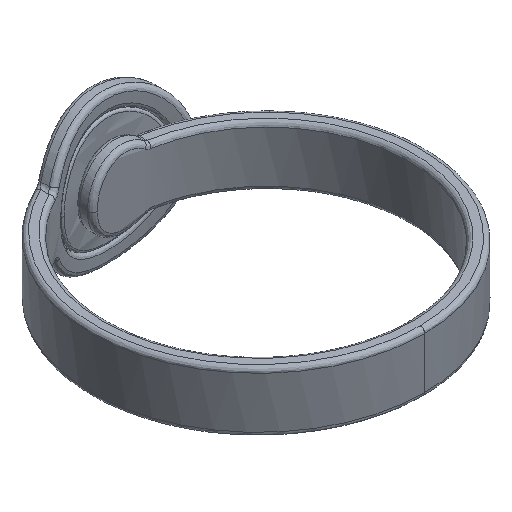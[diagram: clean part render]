
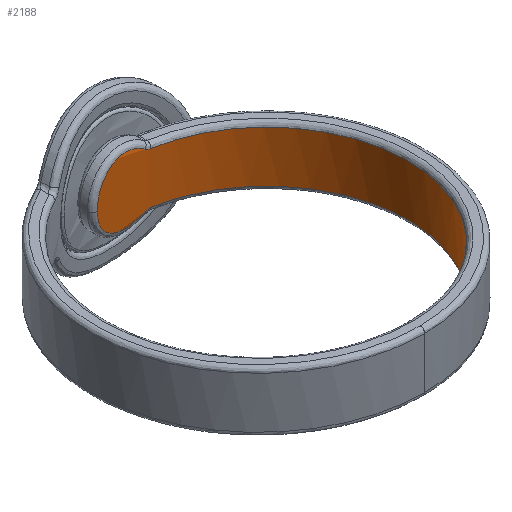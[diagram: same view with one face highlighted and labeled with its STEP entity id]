
A CAD part, isometric view. The second image highlights one B-rep face of the part: STEP entity #2188.
In plain terms, the highlighted free-form (B-spline) face has degree [2, 1] with [5, 2] control points.
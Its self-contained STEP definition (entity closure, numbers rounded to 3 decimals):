
#1392 = VERTEX_POINT('',#1393);
#1393 = CARTESIAN_POINT('',(0.,-9.388,-1.698));
#1401 = EDGE_CURVE('',#1392,#1402,#1404,.T.);
#1402 = VERTEX_POINT('',#1403);
#1403 = CARTESIAN_POINT('',(0.,-9.388,1.698));
#1404 = B_SPLINE_CURVE_WITH_KNOTS('',1,(#1405,#1406),.UNSPECIFIED.,.F.,
  .F.,(2,2),(0.,3.4),.PIECEWISE_BEZIER_KNOTS.);
#1405 = CARTESIAN_POINT('',(0.,-9.388,
    -1.698));
#1406 = CARTESIAN_POINT('',(0.,-9.388,
    1.698));
#2156 = VERTEX_POINT('',#2157);
#2157 = CARTESIAN_POINT('',(1.546,9.26,1.698
    ));
#2163 = EDGE_CURVE('',#2156,#1402,#2164,.T.);
#2164 = ( BOUNDED_CURVE() B_SPLINE_CURVE(2,(#2165,#2166,#2167,#2168,
#2169),.UNSPECIFIED.,.F.,.F.) B_SPLINE_CURVE_WITH_KNOTS((3,2,3),(0.,
1.488,2.976),.PIECEWISE_BEZIER_KNOTS.) CURVE() 
GEOMETRIC_REPRESENTATION_ITEM() RATIONAL_B_SPLINE_CURVE((1.,
0.736,1.,0.736,1.)) REPRESENTATION_ITEM('') );
#2165 = CARTESIAN_POINT('',(1.546,9.26,1.698
    ));
#2166 = CARTESIAN_POINT('',(10.07,7.837,
    1.698));
#2167 = CARTESIAN_POINT('',(9.356,-0.775,
    1.698));
#2168 = CARTESIAN_POINT('',(8.642,-9.388,
    1.698));
#2169 = CARTESIAN_POINT('',(0.,-9.388,
    1.698));
#2188 = ADVANCED_FACE('',(#2189),#2261,.F.);
#2189 = FACE_BOUND('',#2190,.F.);
#2190 = EDGE_LOOP('',(#2191,#2212,#2231,#2240,#2241,#2242,#2252));
#2191 = ORIENTED_EDGE('',*,*,#2192,.T.);
#2192 = EDGE_CURVE('',#2193,#2195,#2197,.T.);
#2193 = VERTEX_POINT('',#2194);
#2194 = CARTESIAN_POINT('',(1.214,9.309,
    -1.805));
#2195 = VERTEX_POINT('',#2196);
#2196 = CARTESIAN_POINT('',(-2.129,9.143,
    0.));
#2197 = B_SPLINE_CURVE_WITH_KNOTS('',3,(#2198,#2199,#2200,#2201,#2202,
    #2203,#2204,#2205,#2206,#2207,#2208,#2209,#2210,#2211),
  .UNSPECIFIED.,.F.,.F.,(4,1,1,1,1,1,1,1,1,1,1,4),(0.,0.091
    ,0.182,0.273,0.364,0.455,
    0.545,0.636,0.727,0.818,
    0.909,1.),.UNSPECIFIED.);
#2198 = CARTESIAN_POINT('',(1.214,9.309,
    -1.805));
#2199 = CARTESIAN_POINT('',(1.097,9.324,-1.889
    ));
#2200 = CARTESIAN_POINT('',(0.853,9.352,-2.029
    ));
#2201 = CARTESIAN_POINT('',(0.452,9.38,
    -2.162));
#2202 = CARTESIAN_POINT('',(0.033,9.391,
    -2.211));
#2203 = CARTESIAN_POINT('',(-0.39,9.383,
    -2.175));
#2204 = CARTESIAN_POINT('',(-0.8,9.357,
    -2.052));
#2205 = CARTESIAN_POINT('',(-1.18,9.316,
    -1.847));
#2206 = CARTESIAN_POINT('',(-1.511,9.267,
    -1.568));
#2207 = CARTESIAN_POINT('',(-1.782,9.218,
    -1.228));
#2208 = CARTESIAN_POINT('',(-1.978,9.178,
    -0.85));
#2209 = CARTESIAN_POINT('',(-2.101,9.15,
    -0.436));
#2210 = CARTESIAN_POINT('',(-2.129,9.143,
    -0.148));
#2211 = CARTESIAN_POINT('',(-2.129,9.143,
    0.));
#2212 = ORIENTED_EDGE('',*,*,#2213,.T.);
#2213 = EDGE_CURVE('',#2195,#2214,#2216,.T.);
#2214 = VERTEX_POINT('',#2215);
#2215 = CARTESIAN_POINT('',(1.214,9.309,1.805
    ));
#2216 = B_SPLINE_CURVE_WITH_KNOTS('',3,(#2217,#2218,#2219,#2220,#2221,
    #2222,#2223,#2224,#2225,#2226,#2227,#2228,#2229,#2230),
  .UNSPECIFIED.,.F.,.F.,(4,1,1,1,1,1,1,1,1,1,1,4),(0.,0.091
    ,0.182,0.273,0.364,0.455,
    0.545,0.636,0.727,0.818,
    0.909,1.),.UNSPECIFIED.);
#2217 = CARTESIAN_POINT('',(-2.129,9.143,
    0.));
#2218 = CARTESIAN_POINT('',(-2.129,9.143,
    0.148));
#2219 = CARTESIAN_POINT('',(-2.101,9.15,
    0.437));
#2220 = CARTESIAN_POINT('',(-1.975,9.179,
    0.861));
#2221 = CARTESIAN_POINT('',(-1.769,9.221,
    1.25));
#2222 = CARTESIAN_POINT('',(-1.492,9.27,
    1.588));
#2223 = CARTESIAN_POINT('',(-1.158,9.319,
    1.861));
#2224 = CARTESIAN_POINT('',(-0.781,9.358,2.06)
  );
#2225 = CARTESIAN_POINT('',(-0.373,9.384,
    2.178));
#2226 = CARTESIAN_POINT('',(0.05,9.391,
    2.211));
#2227 = CARTESIAN_POINT('',(0.476,9.379,2.157)
  );
#2228 = CARTESIAN_POINT('',(0.878,9.349,2.016)
  );
#2229 = CARTESIAN_POINT('',(1.107,9.323,1.882)
  );
#2230 = CARTESIAN_POINT('',(1.214,9.309,1.805
    ));
#2231 = ORIENTED_EDGE('',*,*,#2232,.F.);
#2232 = EDGE_CURVE('',#2156,#2214,#2233,.T.);
#2233 = B_SPLINE_CURVE_WITH_KNOTS('',3,(#2234,#2235,#2236,#2237,#2238,
    #2239),.UNSPECIFIED.,.F.,.F.,(4,1,1,4),(0.,0.333,
    0.667,1.),.UNSPECIFIED.);
#2234 = CARTESIAN_POINT('',(1.546,9.26,1.698
    ));
#2235 = CARTESIAN_POINT('',(1.506,9.267,1.698
    ));
#2236 = CARTESIAN_POINT('',(1.428,9.279,1.706
    ));
#2237 = CARTESIAN_POINT('',(1.315,9.296,1.743
    ));
#2238 = CARTESIAN_POINT('',(1.247,9.305,1.782
    ));
#2239 = CARTESIAN_POINT('',(1.214,9.309,1.805
    ));
#2240 = ORIENTED_EDGE('',*,*,#2163,.T.);
#2241 = ORIENTED_EDGE('',*,*,#1401,.F.);
#2242 = ORIENTED_EDGE('',*,*,#2243,.T.);
#2243 = EDGE_CURVE('',#1392,#2244,#2246,.T.);
#2244 = VERTEX_POINT('',#2245);
#2245 = CARTESIAN_POINT('',(1.546,9.26,
    -1.698));
#2246 = ( BOUNDED_CURVE() B_SPLINE_CURVE(2,(#2247,#2248,#2249,#2250,
#2251),.UNSPECIFIED.,.F.,.F.) B_SPLINE_CURVE_WITH_KNOTS((3,2,3),(0.,
1.488,2.976),.PIECEWISE_BEZIER_KNOTS.) CURVE() 
GEOMETRIC_REPRESENTATION_ITEM() RATIONAL_B_SPLINE_CURVE((1.,
0.736,1.,0.736,1.)) REPRESENTATION_ITEM('') );
#2247 = CARTESIAN_POINT('',(0.,-9.388,-1.698));
#2248 = CARTESIAN_POINT('',(8.642,-9.388,
    -1.698));
#2249 = CARTESIAN_POINT('',(9.356,-0.775,
    -1.698));
#2250 = CARTESIAN_POINT('',(10.07,7.837,
    -1.698));
#2251 = CARTESIAN_POINT('',(1.546,9.26,
    -1.698));
#2252 = ORIENTED_EDGE('',*,*,#2253,.F.);
#2253 = EDGE_CURVE('',#2193,#2244,#2254,.T.);
#2254 = B_SPLINE_CURVE_WITH_KNOTS('',3,(#2255,#2256,#2257,#2258,#2259,
    #2260),.UNSPECIFIED.,.F.,.F.,(4,1,1,4),(0.,0.333,
    0.667,1.),.UNSPECIFIED.);
#2255 = CARTESIAN_POINT('',(1.214,9.309,
    -1.805));
#2256 = CARTESIAN_POINT('',(1.247,9.305,
    -1.781));
#2257 = CARTESIAN_POINT('',(1.315,9.296,
    -1.742));
#2258 = CARTESIAN_POINT('',(1.429,9.279,-1.706
    ));
#2259 = CARTESIAN_POINT('',(1.506,9.267,
    -1.698));
#2260 = CARTESIAN_POINT('',(1.546,9.26,
    -1.698));
#2261 = ( BOUNDED_SURFACE() B_SPLINE_SURFACE(2,1,(
    (#2262,#2263)
    ,(#2264,#2265)
    ,(#2266,#2267)
    ,(#2268,#2269)
    ,(#2270,#2271
)),.UNSPECIFIED.,.F.,.F.,.F.) B_SPLINE_SURFACE_WITH_KNOTS((3,2,3),(2,2),
  (-1.571,0.114,1.8),(-0.201,
4.2),.UNSPECIFIED.) GEOMETRIC_REPRESENTATION_ITEM() 
RATIONAL_B_SPLINE_SURFACE((
    (1.,1.)
    ,(0.666,0.666)
    ,(1.,1.)
    ,(0.666,0.666)
,(1.,1.))) REPRESENTATION_ITEM('') SURFACE() );
#2262 = CARTESIAN_POINT('',(0.,-9.388,
    -2.198));
#2263 = CARTESIAN_POINT('',(0.,-9.388,
    2.197));
#2264 = CARTESIAN_POINT('',(10.528,-9.388,
    -2.198));
#2265 = CARTESIAN_POINT('',(10.528,-9.388,
    2.197));
#2266 = CARTESIAN_POINT('',(9.327,1.072,
    -2.198));
#2267 = CARTESIAN_POINT('',(9.327,1.072,2.197
    ));
#2268 = CARTESIAN_POINT('',(8.125,11.531,
    -2.198));
#2269 = CARTESIAN_POINT('',(8.125,11.531,
    2.197));
#2270 = CARTESIAN_POINT('',(-2.129,9.143,
    -2.198));
#2271 = CARTESIAN_POINT('',(-2.129,9.143,
    2.197));
